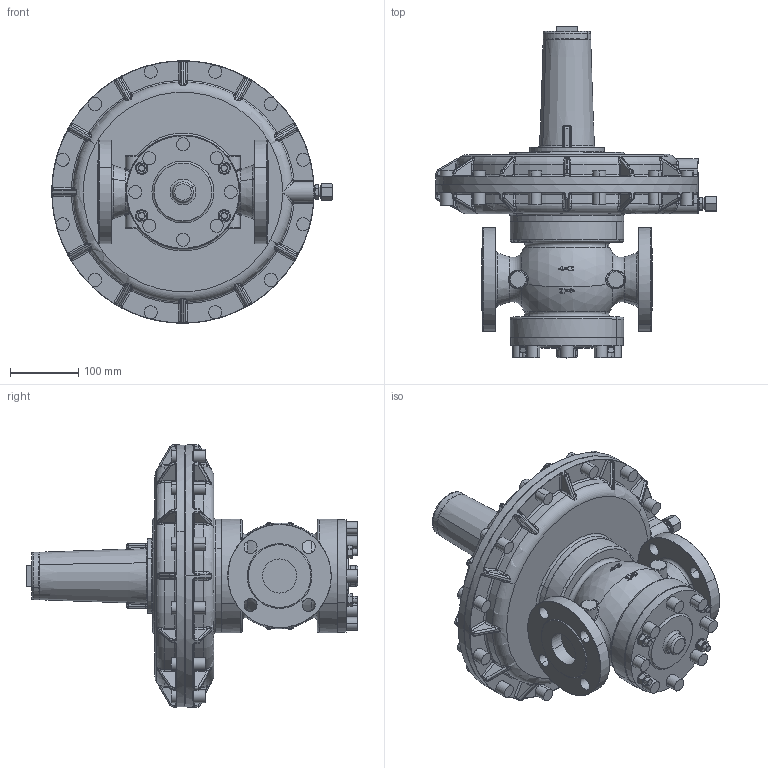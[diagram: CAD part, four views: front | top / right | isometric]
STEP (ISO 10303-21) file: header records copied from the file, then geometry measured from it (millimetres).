
FILE_DESCRIPTION(('CATIA V5 STEP Exchange'),'2;1');
FILE_NAME('R100 DN050 390 ANSI.stp','2023-04-24T13:51:48+00:00',('none'),('none'),'CATIA Version 5-6 Release 2018 SP2','CATIA V5 STEP AP203','none');
FILE_SCHEMA(('CONFIG_CONTROL_DESIGN'));
Products named in the file (1): R100 DN050 390 ANSI
Bounding box: 411.5 x 487 x 385 mm (x, y, z)
Volume: 13519010.6 mm3; surface area: 655099.8 mm2
Topology: 3 solids, 21 shells, 1601 faces, 5333 edges, 3715 vertices
Faces by surface type: cylinder 505, bspline 298, torus 291, plane 290, sphere 110, cone 107
Entity records: 95441 total; most frequent: CARTESIAN_POINT 57155, ORIENTED_EDGE 10406, EDGE_CURVE 5203, DIRECTION 4174, VERTEX_POINT 3715, B_SPLINE_CURVE_WITH_KNOTS 2673, AXIS2_PLACEMENT_3D 2476, EDGE_LOOP 1712
